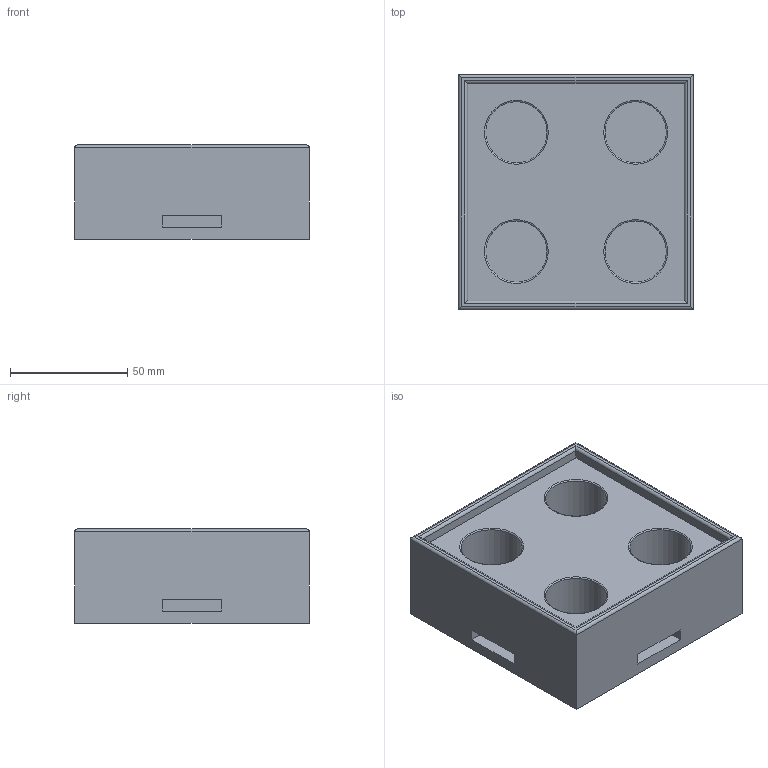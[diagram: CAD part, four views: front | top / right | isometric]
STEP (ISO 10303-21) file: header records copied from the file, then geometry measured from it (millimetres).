
FILE_DESCRIPTION(/* description */ (''),/* implementation_level */ '2;1');
FILE_NAME(/* name */ 'Strip Holder.step',/* time_stamp */ '2024-07-20T15:12:50-05:00',/* author */ (''),/* organization */ (''),/* preprocessor_version */ 'ST-DEVELOPER v20',/* originating_system */ 'Autodesk Translation Framework v13.14.0.145',/* authorisation */ '');
FILE_SCHEMA (('AUTOMOTIVE_DESIGN { 1 0 10303 214 3 1 1 }'));
Length unit declared in the file: inch
Products named in the file (1): Strip Holder
Bounding box: 100 x 100 x 40.08 mm (x, y, z)
Volume: 301452.1 mm3; surface area: 48030.7 mm2
Topology: 1 solids, 1 shells, 51 faces, 108 edges, 68 vertices
Faces by surface type: plane 35, cylinder 12, torus 4
Full cylindrical faces by diameter (mm): 26.162 x4
Entity records: 1385 total; most frequent: DIRECTION 236, CARTESIAN_POINT 228, ORIENTED_EDGE 216, EDGE_CURVE 108, LINE 84, VECTOR 84, AXIS2_PLACEMENT_3D 76, VERTEX_POINT 68
